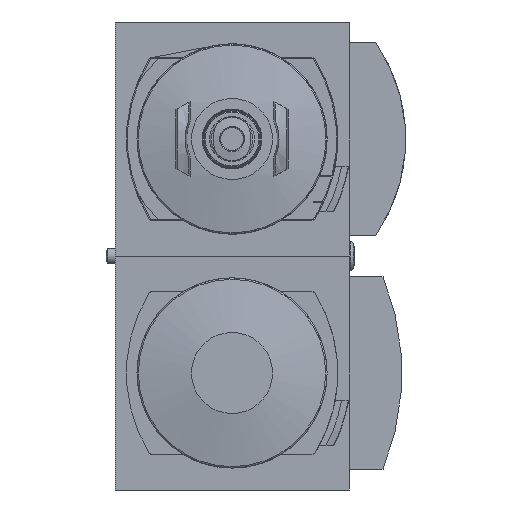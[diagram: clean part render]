
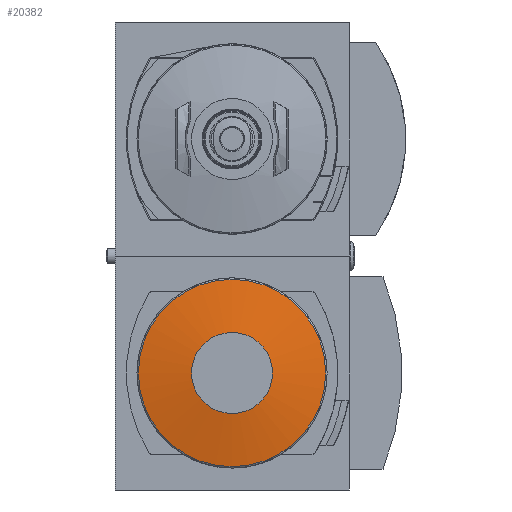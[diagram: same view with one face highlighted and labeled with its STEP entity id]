
A CAD part, front view. The second image highlights one B-rep face of the part: STEP entity #20382.
In plain terms, the highlighted spherical face has radius 108.76 mm.
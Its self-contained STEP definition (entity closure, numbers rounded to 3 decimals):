
#50=SPHERICAL_SURFACE('',#21612,108.76);
#3824=CIRCLE('',#21613,24.814);
#3825=CIRCLE('',#21614,10.724);
#6951=ORIENTED_EDGE('',*,*,#9801,.T.);
#6952=ORIENTED_EDGE('',*,*,#9802,.F.);
#9801=EDGE_CURVE('',#11463,#11463,#3824,.T.);
#9802=EDGE_CURVE('',#11464,#11464,#3825,.T.);
#11463=VERTEX_POINT('',#29736);
#11464=VERTEX_POINT('',#29738);
#12630=EDGE_LOOP('',(#6951));
#12631=EDGE_LOOP('',(#6952));
#13588=FACE_BOUND('',#12630,.T.);
#13589=FACE_BOUND('',#12631,.T.);
#20382=ADVANCED_FACE('',(#13588,#13589),#50,.T.);
#21612=AXIS2_PLACEMENT_3D('',#29734,#25051,#25052);
#21613=AXIS2_PLACEMENT_3D('',#29735,#25053,#25054);
#21614=AXIS2_PLACEMENT_3D('',#29737,#25055,#25056);
#25051=DIRECTION('',(0.,-1.,0.));
#25052=DIRECTION('',(1.,0.,0.));
#25053=DIRECTION('',(0.,-1.,0.));
#25054=DIRECTION('',(0.,0.,-1.));
#25055=DIRECTION('',(0.,-1.,0.));
#25056=DIRECTION('',(0.,0.,-1.));
#29734=CARTESIAN_POINT('',(0.,-47.77,0.));
#29735=CARTESIAN_POINT('',(0.,-153.661,0.));
#29736=CARTESIAN_POINT('',(0.,-153.661,-24.814));
#29737=CARTESIAN_POINT('',(0.,-156.,0.));
#29738=CARTESIAN_POINT('',(0.,-156.,-10.724));
